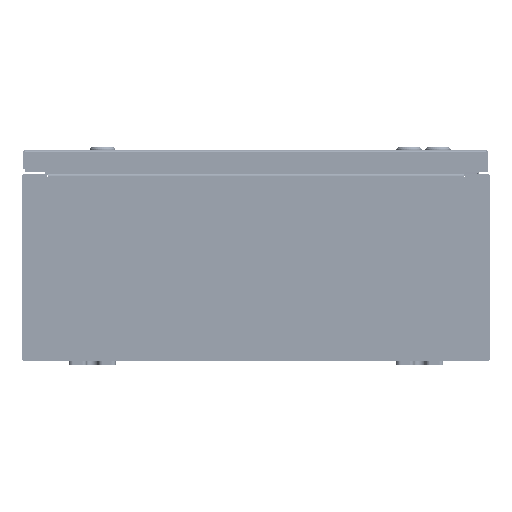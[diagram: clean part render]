
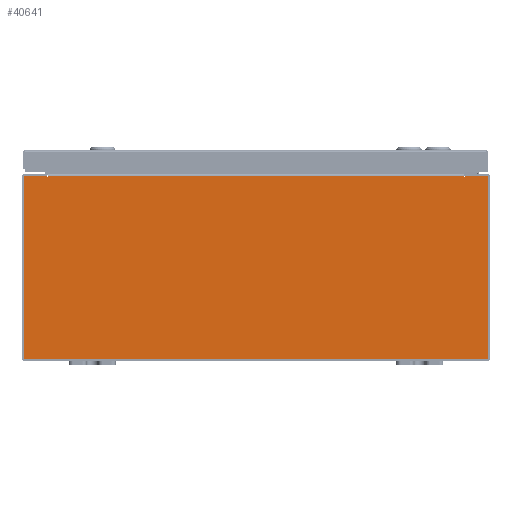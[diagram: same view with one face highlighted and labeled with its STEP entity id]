
A CAD part, front view. The second image highlights one B-rep face of the part: STEP entity #40641.
In plain terms, the highlighted face is planar.
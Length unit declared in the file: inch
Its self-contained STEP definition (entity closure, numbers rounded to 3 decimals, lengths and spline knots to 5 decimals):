
#1298 = VECTOR ( 'NONE', #19036, 39.37008 ) ;
#1489 = ORIENTED_EDGE ( 'NONE', *, *, #12412, .T. ) ;
#1850 = LINE ( 'NONE', #36430, #28098 ) ;
#2868 = ORIENTED_EDGE ( 'NONE', *, *, #19131, .T. ) ;
#3619 = DIRECTION ( 'NONE',  ( -1., 0., 0. ) ) ;
#3968 = LINE ( 'NONE', #38141, #15615 ) ;
#5011 = CARTESIAN_POINT ( 'NONE',  ( 9.9253, 0., 3.9253 ) ) ;
#5321 = VECTOR ( 'NONE', #58265, 39.37008 ) ;
#5508 = VERTEX_POINT ( 'NONE', #5011 ) ;
#5703 = LINE ( 'NONE', #9640, #43517 ) ;
#7782 = DIRECTION ( 'NONE',  ( 0., 1., 0. ) ) ;
#9640 = CARTESIAN_POINT ( 'NONE',  ( 8.92455, 0., 0. ) ) ;
#11770 = VERTEX_POINT ( 'NONE', #37689 ) ;
#12089 = LINE ( 'NONE', #29109, #63142 ) ;
#12350 = ORIENTED_EDGE ( 'NONE', *, *, #29969, .T. ) ;
#12412 = EDGE_CURVE ( 'NONE', #28494, #5508, #12089, .T. ) ;
#12837 = EDGE_CURVE ( 'NONE', #34002, #63792, #37451, .T. ) ;
#13601 = VERTEX_POINT ( 'NONE', #58414 ) ;
#13796 = CARTESIAN_POINT ( 'NONE',  ( -8.8872, 0., 3.87495 ) ) ;
#13877 = VERTEX_POINT ( 'NONE', #44976 ) ;
#14179 = EDGE_CURVE ( 'NONE', #13877, #40755, #1850, .T. ) ;
#14562 = ORIENTED_EDGE ( 'NONE', *, *, #12837, .T. ) ;
#15564 = CARTESIAN_POINT ( 'NONE',  ( -9.9253, 0., -3.9253 ) ) ;
#15615 = VECTOR ( 'NONE', #3619, 39.37008 ) ;
#16824 = CARTESIAN_POINT ( 'NONE',  ( 8.92455, 0., 3.9253 ) ) ;
#16912 = ORIENTED_EDGE ( 'NONE', *, *, #61432, .F. ) ;
#16998 = CARTESIAN_POINT ( 'NONE',  ( -8.92455, 0., 3.9253 ) ) ;
#17473 = AXIS2_PLACEMENT_3D ( 'NONE', #57467, #27737, #62460 ) ;
#17481 = VECTOR ( 'NONE', #30085, 39.37008 ) ;
#17762 = LINE ( 'NONE', #19615, #27730 ) ;
#17885 = DIRECTION ( 'NONE',  ( 0., -1., 0. ) ) ;
#19036 = DIRECTION ( 'NONE',  ( 0., 0., -1. ) ) ;
#19131 = EDGE_CURVE ( 'NONE', #5508, #23570, #39156, .T. ) ;
#19615 = CARTESIAN_POINT ( 'NONE',  ( -9.9253, 0., 3.9253 ) ) ;
#19687 = EDGE_CURVE ( 'NONE', #11770, #31396, #25243, .T. ) ;
#21208 = LINE ( 'NONE', #38212, #44423 ) ;
#21964 = EDGE_LOOP ( 'NONE', ( #35450, #22251, #26910, #36320, #16912, #36048, #28189, #1489, #2868, #41669, #14562, #12350 ) ) ;
#22251 = ORIENTED_EDGE ( 'NONE', *, *, #30414, .F. ) ;
#22868 = EDGE_CURVE ( 'NONE', #13877, #25981, #21208, .T. ) ;
#23570 = VERTEX_POINT ( 'NONE', #43365 ) ;
#24637 = EDGE_CURVE ( 'NONE', #28494, #11770, #5703, .T. ) ;
#25138 = CARTESIAN_POINT ( 'NONE',  ( 8.8872, 0., 0. ) ) ;
#25243 = CIRCLE ( 'NONE', #52521, 0.01868 ) ;
#25981 = VERTEX_POINT ( 'NONE', #54431 ) ;
#26910 = ORIENTED_EDGE ( 'NONE', *, *, #14179, .F. ) ;
#27463 = CARTESIAN_POINT ( 'NONE',  ( 8.8872, 0., 3.87495 ) ) ;
#27730 = VECTOR ( 'NONE', #34045, 39.37008 ) ;
#27737 = DIRECTION ( 'NONE',  ( 0., 1., 0. ) ) ;
#28098 = VECTOR ( 'NONE', #46460, 39.37008 ) ;
#28189 = ORIENTED_EDGE ( 'NONE', *, *, #24637, .F. ) ;
#28494 = VERTEX_POINT ( 'NONE', #16824 ) ;
#29109 = CARTESIAN_POINT ( 'NONE',  ( -9.9253, 0., 3.9253 ) ) ;
#29416 = DIRECTION ( 'NONE',  ( 0., 0., -1. ) ) ;
#29969 = EDGE_CURVE ( 'NONE', #63792, #41251, #17762, .T. ) ;
#30085 = DIRECTION ( 'NONE',  ( 0., 0., 1. ) ) ;
#30414 = EDGE_CURVE ( 'NONE', #40755, #13601, #47257, .T. ) ;
#31396 = VERTEX_POINT ( 'NONE', #27463 ) ;
#31504 = LINE ( 'NONE', #43278, #5321 ) ;
#34002 = VERTEX_POINT ( 'NONE', #15564 ) ;
#34045 = DIRECTION ( 'NONE',  ( 1., 0., 0. ) ) ;
#35450 = ORIENTED_EDGE ( 'NONE', *, *, #47021, .F. ) ;
#36048 = ORIENTED_EDGE ( 'NONE', *, *, #19687, .F. ) ;
#36320 = ORIENTED_EDGE ( 'NONE', *, *, #22868, .T. ) ;
#36430 = CARTESIAN_POINT ( 'NONE',  ( -8.8872, 0., 0. ) ) ;
#37299 = CARTESIAN_POINT ( 'NONE',  ( 8.90588, 0., 3.87495 ) ) ;
#37451 = LINE ( 'NONE', #47891, #49179 ) ;
#37689 = CARTESIAN_POINT ( 'NONE',  ( 8.92455, 0., 3.87495 ) ) ;
#38141 = CARTESIAN_POINT ( 'NONE',  ( -9.9253, 0., -3.9253 ) ) ;
#38212 = CARTESIAN_POINT ( 'NONE',  ( -8.8872, 0., 3.9123 ) ) ;
#38887 = CARTESIAN_POINT ( 'NONE',  ( 9.9253, 0., 3.9253 ) ) ;
#39156 = LINE ( 'NONE', #38887, #1298 ) ;
#40641 = ADVANCED_FACE ( 'NONE', ( #44979 ), #62275, .F. ) ;
#40724 = EDGE_CURVE ( 'NONE', #23570, #34002, #3968, .T. ) ;
#40755 = VERTEX_POINT ( 'NONE', #13796 ) ;
#41251 = VERTEX_POINT ( 'NONE', #16998 ) ;
#41669 = ORIENTED_EDGE ( 'NONE', *, *, #40724, .T. ) ;
#42299 = DIRECTION ( 'NONE',  ( 0., 0., -1. ) ) ;
#42480 = CARTESIAN_POINT ( 'NONE',  ( 0., 0., 0. ) ) ;
#43278 = CARTESIAN_POINT ( 'NONE',  ( -8.92455, 0., 0. ) ) ;
#43365 = CARTESIAN_POINT ( 'NONE',  ( 9.9253, 0., -3.9253 ) ) ;
#43517 = VECTOR ( 'NONE', #29416, 39.37008 ) ;
#44423 = VECTOR ( 'NONE', #53004, 39.37008 ) ;
#44557 = CARTESIAN_POINT ( 'NONE',  ( -9.9253, 0., 3.9253 ) ) ;
#44976 = CARTESIAN_POINT ( 'NONE',  ( -8.8872, 0., 3.9123 ) ) ;
#44979 = FACE_OUTER_BOUND ( 'NONE', #21964, .T. ) ;
#46460 = DIRECTION ( 'NONE',  ( 0., 0., -1. ) ) ;
#47021 = EDGE_CURVE ( 'NONE', #13601, #41251, #31504, .T. ) ;
#47257 = CIRCLE ( 'NONE', #17473, 0.01868 ) ;
#47891 = CARTESIAN_POINT ( 'NONE',  ( -9.9253, 0., 3.9253 ) ) ;
#49179 = VECTOR ( 'NONE', #57865, 39.37008 ) ;
#50226 = AXIS2_PLACEMENT_3D ( 'NONE', #42480, #17885, #52507 ) ;
#52507 = DIRECTION ( 'NONE',  ( 0., 0., -1. ) ) ;
#52521 = AXIS2_PLACEMENT_3D ( 'NONE', #37299, #7782, #42299 ) ;
#53004 = DIRECTION ( 'NONE',  ( 1., 0., 0. ) ) ;
#54431 = CARTESIAN_POINT ( 'NONE',  ( 8.8872, 0., 3.9123 ) ) ;
#57467 = CARTESIAN_POINT ( 'NONE',  ( -8.90587, 0., 3.87495 ) ) ;
#57865 = DIRECTION ( 'NONE',  ( 0., 0., 1. ) ) ;
#58265 = DIRECTION ( 'NONE',  ( 0., 0., 1. ) ) ;
#58414 = CARTESIAN_POINT ( 'NONE',  ( -8.92455, 0., 3.87495 ) ) ;
#58507 = LINE ( 'NONE', #25138, #17481 ) ;
#61432 = EDGE_CURVE ( 'NONE', #31396, #25981, #58507, .T. ) ;
#62275 = PLANE ( 'NONE',  #50226 ) ;
#62460 = DIRECTION ( 'NONE',  ( 0., 0., -1. ) ) ;
#63142 = VECTOR ( 'NONE', #63841, 39.37008 ) ;
#63792 = VERTEX_POINT ( 'NONE', #44557 ) ;
#63841 = DIRECTION ( 'NONE',  ( 1., 0., 0. ) ) ;
